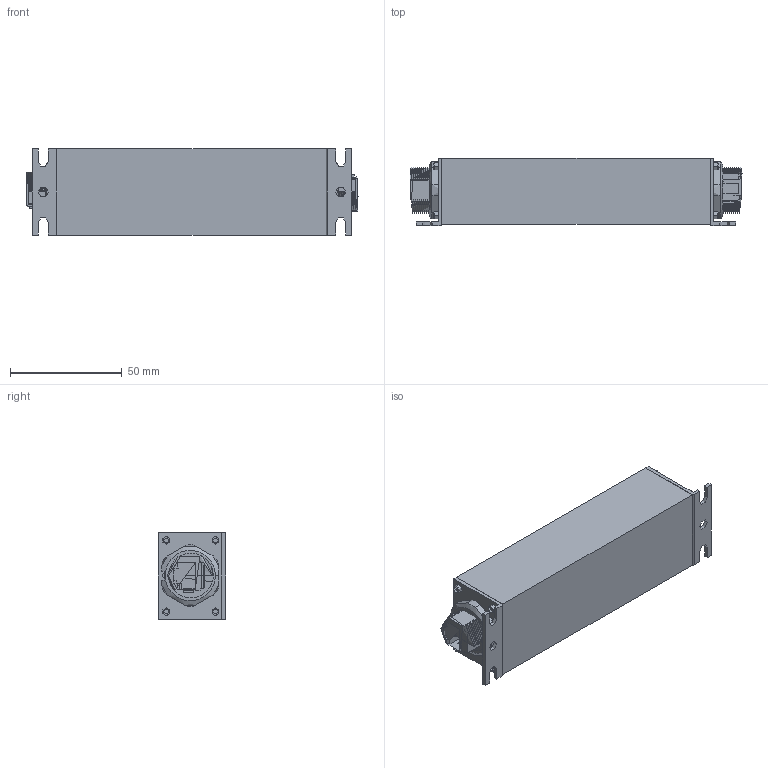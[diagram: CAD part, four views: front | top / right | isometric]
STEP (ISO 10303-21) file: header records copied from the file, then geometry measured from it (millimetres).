
FILE_DESCRIPTION (( 'STEP AP214' ), '1' );
FILE_NAME ('POEOD1GAT-EXT_3D.step', '2024-01-03T16:40:44', ( '' ), ( '' ), 'SwSTEP 2.0', 'SolidWorks 2022', '' );
FILE_SCHEMA (( 'AUTOMOTIVE_DESIGN' ));
Length unit declared in the file: inch
Products named in the file (6): POEOD1GAT-EXT_3D; Copy of WPRJ-110CAT5E-MA4^Copy of WPRJ-110CAT5E_POEOD1GAT-EXT; Copy of WPRJ-110CAT5E-MA2^Copy of WPRJ-110CAT5E_POEOD1GAT-EXT; Copy of WPRJ-110CAT5E-MA3^Copy of WPRJ-110CAT5E_POEOD1GAT-EXT; Copy of WPRJ-110CAT5E^POEOD1GAT-EXT; Copy of POEOD1GAT-EXT_BODY^POEOD1GAT-EXT
Assembly tree (6 placements, depth 3):
  POEOD1GAT-EXT_3D
    Copy of POEOD1GAT-EXT_BODY^POEOD1GAT-EXT
    Copy of WPRJ-110CAT5E^POEOD1GAT-EXT  x2
      Copy of WPRJ-110CAT5E-MA3^Copy of WPRJ-110CAT5E_POEOD1GAT-EXT
      Copy of WPRJ-110CAT5E-MA2^Copy of WPRJ-110CAT5E_POEOD1GAT-EXT
      Copy of WPRJ-110CAT5E-MA4^Copy of WPRJ-110CAT5E_POEOD1GAT-EXT
Bounding box: 148.57 x 30 x 38.6 mm (x, y, z)
Volume: 156508.1 mm3
Topology: 9 solids, 11 shells, 3670 faces, 10508 edges, 6976 vertices
Faces by surface type: plane 3286, cylinder 290, bspline 66, cone 24, torus 4
Entity records: 68917 total; most frequent: CARTESIAN_POINT 21710, ORIENTED_EDGE 10848, DIRECTION 6902, EDGE_CURVE 5424, VERTEX_POINT 3598, VECTOR 2930, LINE 2930, B_SPLINE_CURVE_WITH_KNOTS 2229
